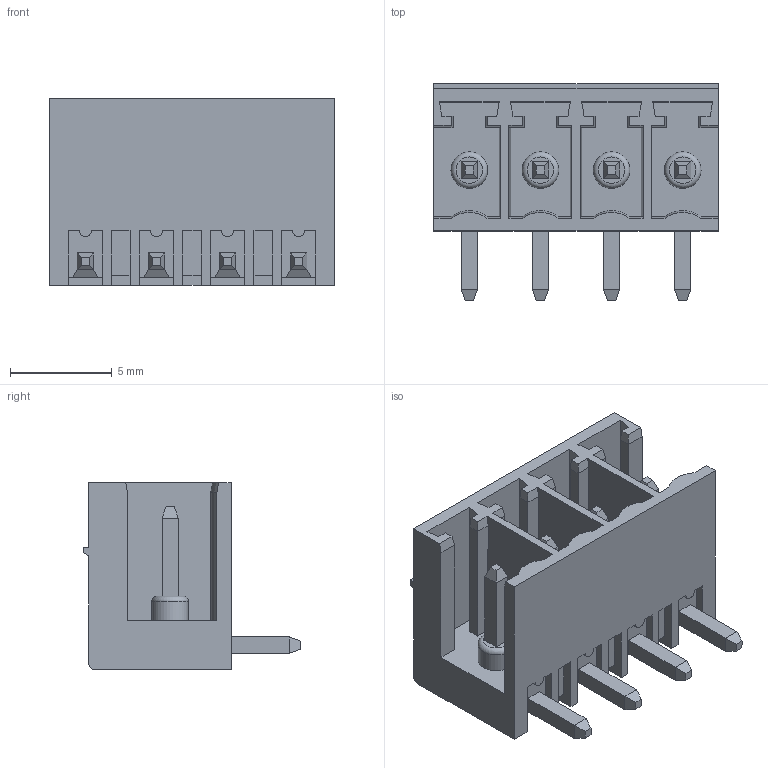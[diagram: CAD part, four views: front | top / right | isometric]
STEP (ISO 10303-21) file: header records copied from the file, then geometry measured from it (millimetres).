
FILE_DESCRIPTION(('STEP AP214'),'1');
FILE_NAME('PV04-3,5-H.stp','2018-11-29T14:52:08',(' '),(' '),'Spatial InterOp 3D',' ',' ');
FILE_SCHEMA(('AUTOMOTIVE_DESIGN { 1 0 10303 214 1 1 1 1 }'));
Length unit declared in the file: metre
Products named in the file (1): 1
Bounding box: 14 x 10.65 x 9.2 mm (x, y, z)
Volume: 458.3 mm3; surface area: 1180.4 mm2
Topology: 1 solids, 1 shells, 243 faces, 645 edges, 414 vertices
Faces by surface type: plane 222, cylinder 13, cone 4, torus 4
Full cylindrical faces by diameter (mm): 1.8 x4
Entity records: 9242 total; most frequent: CARTESIAN_POINT 1311, ORIENTED_EDGE 1266, DIRECTION 1147, EDGE_CURVE 633, LINE 591, VECTOR 591, VERTEX_POINT 410, AXIS2_PLACEMENT_3D 278
